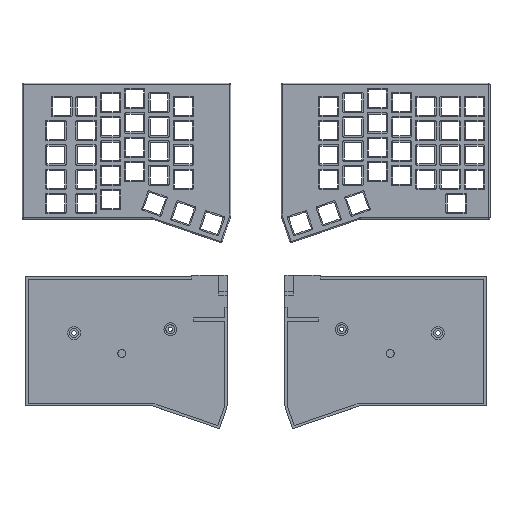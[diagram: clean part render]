
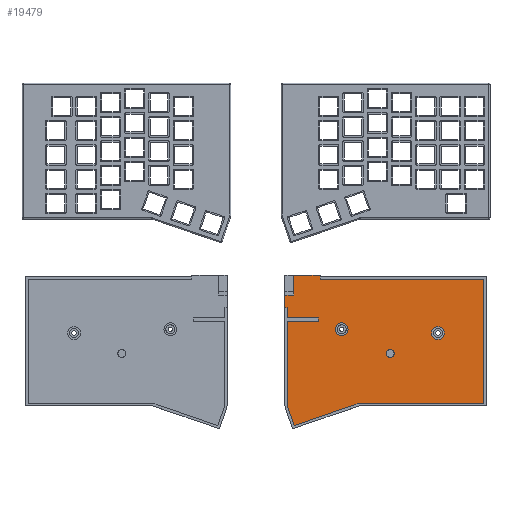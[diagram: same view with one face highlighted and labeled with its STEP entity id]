
A CAD part, top view. The second image highlights one B-rep face of the part: STEP entity #19479.
In plain terms, the highlighted planar face has unit normal (0, 0, 1).
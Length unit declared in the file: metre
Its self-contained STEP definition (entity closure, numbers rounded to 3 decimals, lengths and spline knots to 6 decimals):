
#374=CIRCLE('',#20617,0.005);
#375=CIRCLE('',#20618,0.005);
#376=CIRCLE('',#20619,0.003125);
#1095=ORIENTED_EDGE('',*,*,#6847,.F.);
#1096=ORIENTED_EDGE('',*,*,#6848,.F.);
#1097=ORIENTED_EDGE('',*,*,#6849,.F.);
#1098=ORIENTED_EDGE('',*,*,#6824,.F.);
#1099=ORIENTED_EDGE('',*,*,#6850,.F.);
#1100=ORIENTED_EDGE('',*,*,#6840,.F.);
#1101=ORIENTED_EDGE('',*,*,#6851,.T.);
#1102=ORIENTED_EDGE('',*,*,#6852,.T.);
#1103=ORIENTED_EDGE('',*,*,#6853,.T.);
#1104=ORIENTED_EDGE('',*,*,#6854,.T.);
#1105=ORIENTED_EDGE('',*,*,#6855,.T.);
#1106=ORIENTED_EDGE('',*,*,#6856,.T.);
#1107=ORIENTED_EDGE('',*,*,#6857,.T.);
#1108=ORIENTED_EDGE('',*,*,#6858,.T.);
#1109=ORIENTED_EDGE('',*,*,#6859,.T.);
#1110=ORIENTED_EDGE('',*,*,#6860,.T.);
#1111=ORIENTED_EDGE('',*,*,#6861,.T.);
#1112=ORIENTED_EDGE('',*,*,#6862,.F.);
#1113=ORIENTED_EDGE('',*,*,#6863,.F.);
#1114=ORIENTED_EDGE('',*,*,#6830,.F.);
#6824=EDGE_CURVE('',#9704,#9705,#11638,.T.);
#6830=EDGE_CURVE('',#9705,#9710,#11644,.T.);
#6840=EDGE_CURVE('',#9718,#9719,#11654,.T.);
#6847=EDGE_CURVE('',#9723,#9723,#374,.T.);
#6848=EDGE_CURVE('',#9724,#9724,#375,.T.);
#6849=EDGE_CURVE('',#9725,#9725,#376,.T.);
#6850=EDGE_CURVE('',#9719,#9704,#11661,.T.);
#6851=EDGE_CURVE('',#9718,#9726,#11662,.T.);
#6852=EDGE_CURVE('',#9726,#9727,#11663,.T.);
#6853=EDGE_CURVE('',#9727,#9728,#11664,.T.);
#6854=EDGE_CURVE('',#9728,#9729,#11665,.T.);
#6855=EDGE_CURVE('',#9729,#9730,#11666,.T.);
#6856=EDGE_CURVE('',#9730,#9731,#11667,.T.);
#6857=EDGE_CURVE('',#9731,#9732,#11668,.T.);
#6858=EDGE_CURVE('',#9732,#9733,#11669,.T.);
#6859=EDGE_CURVE('',#9733,#9734,#11670,.T.);
#6860=EDGE_CURVE('',#9734,#9735,#11671,.T.);
#6861=EDGE_CURVE('',#9735,#9736,#11672,.T.);
#6862=EDGE_CURVE('',#9737,#9736,#11673,.T.);
#6863=EDGE_CURVE('',#9710,#9737,#11674,.T.);
#9704=VERTEX_POINT('',#28149);
#9705=VERTEX_POINT('',#28150);
#9710=VERTEX_POINT('',#28162);
#9718=VERTEX_POINT('',#28180);
#9719=VERTEX_POINT('',#28182);
#9723=VERTEX_POINT('',#28196);
#9724=VERTEX_POINT('',#28198);
#9725=VERTEX_POINT('',#28200);
#9726=VERTEX_POINT('',#28203);
#9727=VERTEX_POINT('',#28205);
#9728=VERTEX_POINT('',#28207);
#9729=VERTEX_POINT('',#28209);
#9730=VERTEX_POINT('',#28211);
#9731=VERTEX_POINT('',#28213);
#9732=VERTEX_POINT('',#28215);
#9733=VERTEX_POINT('',#28217);
#9734=VERTEX_POINT('',#28219);
#9735=VERTEX_POINT('',#28221);
#9736=VERTEX_POINT('',#28223);
#9737=VERTEX_POINT('',#28225);
#11638=LINE('',#28148,#13828);
#11644=LINE('',#28161,#13834);
#11654=LINE('',#28181,#13844);
#11661=LINE('',#28201,#13851);
#11662=LINE('',#28202,#13852);
#11663=LINE('',#28204,#13853);
#11664=LINE('',#28206,#13854);
#11665=LINE('',#28208,#13855);
#11666=LINE('',#28210,#13856);
#11667=LINE('',#28212,#13857);
#11668=LINE('',#28214,#13858);
#11669=LINE('',#28216,#13859);
#11670=LINE('',#28218,#13860);
#11671=LINE('',#28220,#13861);
#11672=LINE('',#28222,#13862);
#11673=LINE('',#28224,#13863);
#11674=LINE('',#28226,#13864);
#13828=VECTOR('',#22396,1.);
#13834=VECTOR('',#22404,1.);
#13844=VECTOR('',#22416,1.);
#13851=VECTOR('',#22435,1.);
#13852=VECTOR('',#22436,1.);
#13853=VECTOR('',#22437,1.);
#13854=VECTOR('',#22438,1.);
#13855=VECTOR('',#22439,1.);
#13856=VECTOR('',#22440,1.);
#13857=VECTOR('',#22441,1.);
#13858=VECTOR('',#22442,1.);
#13859=VECTOR('',#22443,1.);
#13860=VECTOR('',#22444,1.);
#13861=VECTOR('',#22445,1.);
#13862=VECTOR('',#22446,1.);
#13863=VECTOR('',#22447,1.);
#13864=VECTOR('',#22448,1.);
#16023=EDGE_LOOP('',(#1095));
#16024=EDGE_LOOP('',(#1096));
#16025=EDGE_LOOP('',(#1097));
#16026=EDGE_LOOP('',(#1098,#1099,#1100,#1101,#1102,#1103,#1104,#1105,#1106,
#1107,#1108,#1109,#1110,#1111,#1112,#1113,#1114));
#17385=FACE_BOUND('',#16023,.T.);
#17386=FACE_BOUND('',#16024,.T.);
#17387=FACE_BOUND('',#16025,.T.);
#17388=FACE_BOUND('',#16026,.T.);
#18747=PLANE('',#20616);
#19479=ADVANCED_FACE('',(#17385,#17386,#17387,#17388),#18747,.T.);
#20616=AXIS2_PLACEMENT_3D('',#28194,#22427,#22428);
#20617=AXIS2_PLACEMENT_3D('',#28195,#22429,#22430);
#20618=AXIS2_PLACEMENT_3D('',#28197,#22431,#22432);
#20619=AXIS2_PLACEMENT_3D('',#28199,#22433,#22434);
#22396=DIRECTION('',(0.,1.,0.));
#22404=DIRECTION('',(1.,0.,0.));
#22416=DIRECTION('',(0.,1.,0.));
#22427=DIRECTION('',(0.,0.,1.));
#22428=DIRECTION('',(1.,0.,0.));
#22429=DIRECTION('',(0.,0.,1.));
#22430=DIRECTION('',(1.,0.,0.));
#22431=DIRECTION('',(0.,0.,1.));
#22432=DIRECTION('',(1.,0.,0.));
#22433=DIRECTION('',(0.,0.,1.));
#22434=DIRECTION('',(1.,0.,0.));
#22435=DIRECTION('',(1.,0.,0.));
#22436=DIRECTION('',(1.,0.,0.));
#22437=DIRECTION('',(0.,-1.,0.));
#22438=DIRECTION('',(1.,0.,0.));
#22439=DIRECTION('',(0.,-1.,0.));
#22440=DIRECTION('',(-1.,0.,0.));
#22441=DIRECTION('',(0.,-1.,0.));
#22442=DIRECTION('',(0.324,-0.946,0.));
#22443=DIRECTION('',(0.946,0.324,0.));
#22444=DIRECTION('',(1.,0.,0.));
#22445=DIRECTION('',(0.,1.,0.));
#22446=DIRECTION('',(-1.,0.,0.));
#22447=DIRECTION('',(0.,-1.,0.));
#22448=DIRECTION('',(0.,-1.,0.));
#28148=CARTESIAN_POINT('',(0.0295,-0.096887,0.));
#28149=CARTESIAN_POINT('',(0.0295,-0.10397,0.));
#28150=CARTESIAN_POINT('',(0.0295,-0.08847,0.));
#28161=CARTESIAN_POINT('',(0.026,-0.08847,0.));
#28162=CARTESIAN_POINT('',(0.050375,-0.08847,0.));
#28180=CARTESIAN_POINT('',(0.0225,-0.11397,0.));
#28181=CARTESIAN_POINT('',(0.0225,-0.15247,0.));
#28182=CARTESIAN_POINT('',(0.0225,-0.10397,0.));
#28194=CARTESIAN_POINT('',(0.,-0.073253,0.));
#28195=CARTESIAN_POINT('',(0.0673,-0.13082,0.));
#28196=CARTESIAN_POINT('',(0.0723,-0.13082,0.));
#28197=CARTESIAN_POINT('',(0.14285,-0.13382,0.));
#28198=CARTESIAN_POINT('',(0.14785,-0.13382,0.));
#28199=CARTESIAN_POINT('',(0.1054,-0.14987,0.));
#28200=CARTESIAN_POINT('',(0.108525,-0.14987,0.));
#28201=CARTESIAN_POINT('',(0.024111,-0.10397,0.));
#28202=CARTESIAN_POINT('',(0.0235,-0.11397,0.));
#28203=CARTESIAN_POINT('',(0.0245,-0.11397,0.));
#28204=CARTESIAN_POINT('',(0.0245,-0.11797,0.));
#28205=CARTESIAN_POINT('',(0.0245,-0.12197,0.));
#28206=CARTESIAN_POINT('',(0.036688,-0.12197,0.));
#28207=CARTESIAN_POINT('',(0.048875,-0.12197,0.));
#28208=CARTESIAN_POINT('',(0.048875,-0.12322,0.));
#28209=CARTESIAN_POINT('',(0.048875,-0.12447,0.));
#28210=CARTESIAN_POINT('',(0.036688,-0.12447,0.));
#28211=CARTESIAN_POINT('',(0.0245,-0.12447,0.));
#28212=CARTESIAN_POINT('',(0.0245,-0.157553,0.));
#28213=CARTESIAN_POINT('',(0.0245,-0.190637,0.));
#28214=CARTESIAN_POINT('',(0.028624,-0.202666,0.));
#28215=CARTESIAN_POINT('',(0.029922,-0.20645,0.));
#28216=CARTESIAN_POINT('',(0.059197,-0.196413,0.));
#28217=CARTESIAN_POINT('',(0.080904,-0.18897,0.));
#28218=CARTESIAN_POINT('',(0.174975,-0.18897,0.));
#28219=CARTESIAN_POINT('',(0.178975,-0.18897,0.));
#28220=CARTESIAN_POINT('',(0.178975,-0.09572,0.));
#28221=CARTESIAN_POINT('',(0.178975,-0.09172,0.));
#28222=CARTESIAN_POINT('',(0.110675,-0.09172,0.));
#28223=CARTESIAN_POINT('',(0.050375,-0.09172,0.));
#28224=CARTESIAN_POINT('',(0.050375,-0.09072,0.));
#28225=CARTESIAN_POINT('',(0.050375,-0.08972,0.));
#28226=CARTESIAN_POINT('',(0.050375,-0.089095,0.));
